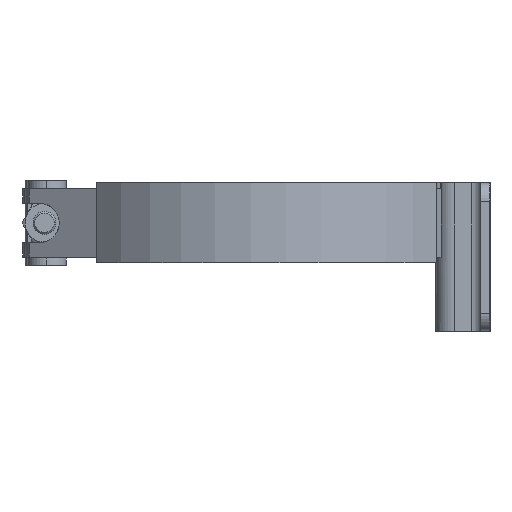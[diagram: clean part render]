
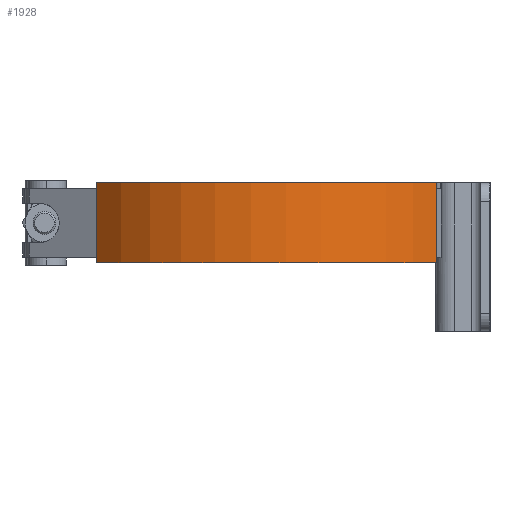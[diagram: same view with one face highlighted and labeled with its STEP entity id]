
A CAD part, left-side view. The second image highlights one B-rep face of the part: STEP entity #1928.
In plain terms, the highlighted cylindrical face has radius 95 mm (diameter 190 mm), a partial arc.
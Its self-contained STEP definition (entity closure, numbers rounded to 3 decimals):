
#1868=CARTESIAN_POINT('',(-50.724,-65.081,17.5));
#1869=VERTEX_POINT('',#1868);
#1877=CARTESIAN_POINT('',(-50.724,-65.081,-17.5));
#1878=VERTEX_POINT('',#1877);
#1879=CARTESIAN_POINT('',(-50.724,-65.081,-17.5));
#1880=DIRECTION('',(0.0,0.0,1.0));
#1881=VECTOR('',#1880,35.0);
#1882=LINE('',#1879,#1881);
#1883=EDGE_CURVE('',#1878,#1869,#1882,.T.);
#1896=CARTESIAN_POINT('',(6.655,10.633,-17.5));
#1897=DIRECTION('',(0.0,0.0,1.0));
#1898=DIRECTION('',(1.0,0.0,0.0));
#1899=AXIS2_PLACEMENT_3D('',#1896,#1897,#1898);
#1900=CYLINDRICAL_SURFACE('',#1899,95.0);
#1901=CARTESIAN_POINT('',(-53.815,83.902,17.5));
#1902=VERTEX_POINT('',#1901);
#1903=CARTESIAN_POINT('',(6.655,10.633,17.5));
#1904=DIRECTION('',(0.0,0.0,-1.0));
#1905=DIRECTION('',(1.0,0.0,0.0));
#1906=AXIS2_PLACEMENT_3D('',#1903,#1904,#1905);
#1907=CIRCLE('',#1906,95.0);
#1908=EDGE_CURVE('',#1869,#1902,#1907,.T.);
#1909=ORIENTED_EDGE('',*,*,#1908,.T.);
#1910=CARTESIAN_POINT('',(-53.815,83.902,-17.5));
#1911=VERTEX_POINT('',#1910);
#1912=CARTESIAN_POINT('',(-53.815,83.902,-17.5));
#1913=DIRECTION('',(0.0,0.0,1.0));
#1914=VECTOR('',#1913,35.0);
#1915=LINE('',#1912,#1914);
#1916=EDGE_CURVE('',#1911,#1902,#1915,.T.);
#1917=ORIENTED_EDGE('',*,*,#1916,.F.);
#1918=CARTESIAN_POINT('',(6.655,10.633,-17.5));
#1919=DIRECTION('',(0.0,0.0,-1.0));
#1920=DIRECTION('',(1.0,0.0,0.0));
#1921=AXIS2_PLACEMENT_3D('',#1918,#1919,#1920);
#1922=CIRCLE('',#1921,95.0);
#1923=EDGE_CURVE('',#1878,#1911,#1922,.T.);
#1924=ORIENTED_EDGE('',*,*,#1923,.F.);
#1925=ORIENTED_EDGE('',*,*,#1883,.T.);
#1926=EDGE_LOOP('',(#1909,#1917,#1924,#1925));
#1927=FACE_OUTER_BOUND('',#1926,.T.);
#1928=ADVANCED_FACE('',(#1927),#1900,.T.);
